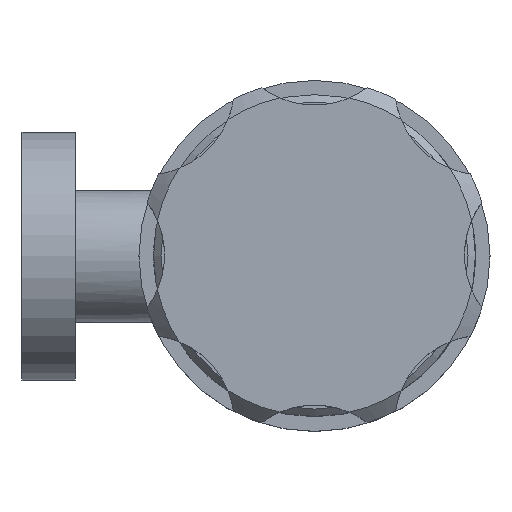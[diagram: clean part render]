
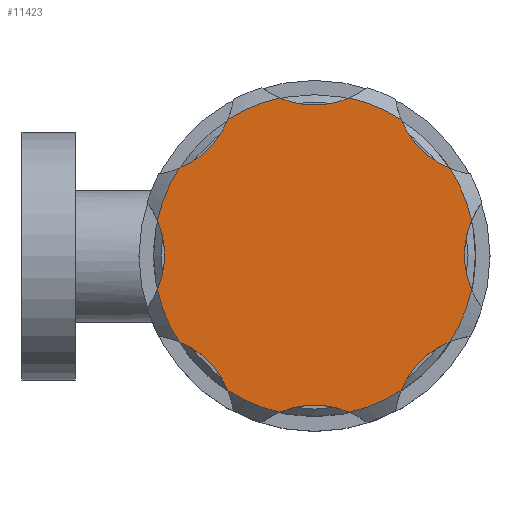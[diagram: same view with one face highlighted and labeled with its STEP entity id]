
A CAD part, top view. The second image highlights one B-rep face of the part: STEP entity #11423.
In plain terms, the highlighted planar face has unit normal (0, 0, 1).
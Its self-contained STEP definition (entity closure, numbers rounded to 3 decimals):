
#9253=CARTESIAN_POINT('',(-21.481,-4.751,108.));
#9254=VERTEX_POINT('',#9253);
#9266=CARTESIAN_POINT('',(-21.481,4.751,108.));
#9267=VERTEX_POINT('',#9266);
#9268=CARTESIAN_POINT('',(-32.5,0.,108.));
#9269=DIRECTION('',(0.,0.,1.));
#9270=DIRECTION('',(0.,1.,0.));
#9271=AXIS2_PLACEMENT_3D('',#9268,#9269,#9270);
#9272=CIRCLE('',#9271,12.);
#9273=EDGE_CURVE('',#9254,#9267,#9272,.T.);
#9428=CARTESIAN_POINT('',(-18.549,11.829,108.));
#9429=VERTEX_POINT('',#9428);
#9441=CARTESIAN_POINT('',(-11.829,18.549,108.));
#9442=VERTEX_POINT('',#9441);
#9443=CARTESIAN_POINT('',(-22.981,22.981,108.));
#9444=DIRECTION('',(0.,0.,1.));
#9445=DIRECTION('',(0.707,0.707,0.));
#9446=AXIS2_PLACEMENT_3D('',#9443,#9444,#9445);
#9447=CIRCLE('',#9446,12.);
#9448=EDGE_CURVE('',#9429,#9442,#9447,.T.);
#9530=CARTESIAN_POINT('',(-4.751,21.481,108.));
#9531=VERTEX_POINT('',#9530);
#9543=CARTESIAN_POINT('',(4.751,21.481,108.));
#9544=VERTEX_POINT('',#9543);
#9545=CARTESIAN_POINT('',(0.,32.5,108.));
#9546=DIRECTION('',(0.,0.,1.));
#9547=DIRECTION('',(1.,0.,0.));
#9548=AXIS2_PLACEMENT_3D('',#9545,#9546,#9547);
#9549=CIRCLE('',#9548,12.);
#9550=EDGE_CURVE('',#9531,#9544,#9549,.T.);
#9632=CARTESIAN_POINT('',(11.829,18.549,108.));
#9633=VERTEX_POINT('',#9632);
#9645=CARTESIAN_POINT('',(18.549,11.829,108.));
#9646=VERTEX_POINT('',#9645);
#9647=CARTESIAN_POINT('',(22.981,22.981,108.));
#9648=DIRECTION('',(0.,0.,1.));
#9649=DIRECTION('',(0.707,-0.707,0.));
#9650=AXIS2_PLACEMENT_3D('',#9647,#9648,#9649);
#9651=CIRCLE('',#9650,12.);
#9652=EDGE_CURVE('',#9633,#9646,#9651,.T.);
#9734=CARTESIAN_POINT('',(21.481,4.751,108.));
#9735=VERTEX_POINT('',#9734);
#9747=CARTESIAN_POINT('',(21.481,-4.751,108.));
#9748=VERTEX_POINT('',#9747);
#9749=CARTESIAN_POINT('',(32.5,0.,108.));
#9750=DIRECTION('',(0.,0.,1.));
#9751=DIRECTION('',(0.,-1.,0.));
#9752=AXIS2_PLACEMENT_3D('',#9749,#9750,#9751);
#9753=CIRCLE('',#9752,12.);
#9754=EDGE_CURVE('',#9735,#9748,#9753,.T.);
#9836=CARTESIAN_POINT('',(18.549,-11.829,108.));
#9837=VERTEX_POINT('',#9836);
#9849=CARTESIAN_POINT('',(11.829,-18.549,108.));
#9850=VERTEX_POINT('',#9849);
#9851=CARTESIAN_POINT('',(22.981,-22.981,108.));
#9852=DIRECTION('',(0.,0.,1.));
#9853=DIRECTION('',(-0.707,-0.707,0.));
#9854=AXIS2_PLACEMENT_3D('',#9851,#9852,#9853);
#9855=CIRCLE('',#9854,12.);
#9856=EDGE_CURVE('',#9837,#9850,#9855,.T.);
#9938=CARTESIAN_POINT('',(4.751,-21.481,108.));
#9939=VERTEX_POINT('',#9938);
#9951=CARTESIAN_POINT('',(-4.751,-21.481,108.));
#9952=VERTEX_POINT('',#9951);
#9953=CARTESIAN_POINT('',(0.,-32.5,108.));
#9954=DIRECTION('',(0.,0.,1.));
#9955=DIRECTION('',(-1.,0.,0.));
#9956=AXIS2_PLACEMENT_3D('',#9953,#9954,#9955);
#9957=CIRCLE('',#9956,12.);
#9958=EDGE_CURVE('',#9939,#9952,#9957,.T.);
#10042=CARTESIAN_POINT('',(-11.829,-18.549,108.));
#10043=VERTEX_POINT('',#10042);
#10055=CARTESIAN_POINT('',(-18.549,-11.829,108.));
#10056=VERTEX_POINT('',#10055);
#10057=CARTESIAN_POINT('',(-22.981,-22.981,108.));
#10058=DIRECTION('',(0.,0.,1.));
#10059=DIRECTION('',(-0.707,0.707,0.));
#10060=AXIS2_PLACEMENT_3D('',#10057,#10058,#10059);
#10061=CIRCLE('',#10060,12.);
#10062=EDGE_CURVE('',#10043,#10056,#10061,.T.);
#11341=CARTESIAN_POINT('',(0.,0.,108.));
#11342=DIRECTION('',(0.,0.,1.));
#11343=DIRECTION('',(-1.,0.,0.));
#11344=AXIS2_PLACEMENT_3D('',#11341,#11342,#11343);
#11345=CIRCLE('',#11344,22.);
#11346=EDGE_CURVE('',#9254,#10056,#11345,.T.);
#11358=ORIENTED_EDGE('',*,*,#11346,.T.);
#11359=ORIENTED_EDGE('',*,*,#10062,.F.);
#11360=CARTESIAN_POINT('',(0.,0.,108.));
#11361=DIRECTION('',(0.,0.,1.));
#11362=DIRECTION('',(-1.,0.,0.));
#11363=AXIS2_PLACEMENT_3D('',#11360,#11361,#11362);
#11364=CIRCLE('',#11363,22.);
#11365=EDGE_CURVE('',#10043,#9952,#11364,.T.);
#11366=ORIENTED_EDGE('',*,*,#11365,.T.);
#11367=ORIENTED_EDGE('',*,*,#9958,.F.);
#11368=CARTESIAN_POINT('',(0.,0.,108.));
#11369=DIRECTION('',(0.,0.,1.));
#11370=DIRECTION('',(-1.,0.,0.));
#11371=AXIS2_PLACEMENT_3D('',#11368,#11369,#11370);
#11372=CIRCLE('',#11371,22.);
#11373=EDGE_CURVE('',#9939,#9850,#11372,.T.);
#11374=ORIENTED_EDGE('',*,*,#11373,.T.);
#11375=ORIENTED_EDGE('',*,*,#9856,.F.);
#11376=CARTESIAN_POINT('',(0.,0.,108.));
#11377=DIRECTION('',(0.,0.,1.));
#11378=DIRECTION('',(-1.,0.,0.));
#11379=AXIS2_PLACEMENT_3D('',#11376,#11377,#11378);
#11380=CIRCLE('',#11379,22.);
#11381=EDGE_CURVE('',#9837,#9748,#11380,.T.);
#11382=ORIENTED_EDGE('',*,*,#11381,.T.);
#11383=ORIENTED_EDGE('',*,*,#9754,.F.);
#11384=CARTESIAN_POINT('',(0.,0.,108.));
#11385=DIRECTION('',(0.,0.,1.));
#11386=DIRECTION('',(-1.,0.,0.));
#11387=AXIS2_PLACEMENT_3D('',#11384,#11385,#11386);
#11388=CIRCLE('',#11387,22.);
#11389=EDGE_CURVE('',#9735,#9646,#11388,.T.);
#11390=ORIENTED_EDGE('',*,*,#11389,.T.);
#11391=ORIENTED_EDGE('',*,*,#9652,.F.);
#11392=CARTESIAN_POINT('',(0.,0.,108.));
#11393=DIRECTION('',(0.,0.,1.));
#11394=DIRECTION('',(-1.,0.,0.));
#11395=AXIS2_PLACEMENT_3D('',#11392,#11393,#11394);
#11396=CIRCLE('',#11395,22.);
#11397=EDGE_CURVE('',#9633,#9544,#11396,.T.);
#11398=ORIENTED_EDGE('',*,*,#11397,.T.);
#11399=ORIENTED_EDGE('',*,*,#9550,.F.);
#11400=CARTESIAN_POINT('',(0.,0.,108.));
#11401=DIRECTION('',(0.,0.,1.));
#11402=DIRECTION('',(-1.,0.,0.));
#11403=AXIS2_PLACEMENT_3D('',#11400,#11401,#11402);
#11404=CIRCLE('',#11403,22.);
#11405=EDGE_CURVE('',#9531,#9442,#11404,.T.);
#11406=ORIENTED_EDGE('',*,*,#11405,.T.);
#11407=ORIENTED_EDGE('',*,*,#9448,.F.);
#11408=CARTESIAN_POINT('',(0.,0.,108.));
#11409=DIRECTION('',(0.,0.,1.));
#11410=DIRECTION('',(-1.,0.,0.));
#11411=AXIS2_PLACEMENT_3D('',#11408,#11409,#11410);
#11412=CIRCLE('',#11411,22.);
#11413=EDGE_CURVE('',#9429,#9267,#11412,.T.);
#11414=ORIENTED_EDGE('',*,*,#11413,.T.);
#11415=ORIENTED_EDGE('',*,*,#9273,.F.);
#11416=EDGE_LOOP('',(#11358,#11359,#11366,#11367,#11374,#11375,#11382,#11383,#11390,#11391,#11398,#11399,#11406,#11407,#11414,#11415));
#11417=FACE_OUTER_BOUND('',#11416,.T.);
#11418=CARTESIAN_POINT('',(-14.496,-14.496,108.));
#11419=DIRECTION('',(0.,0.,1.));
#11420=DIRECTION('',(0.,-1.,0.));
#11421=AXIS2_PLACEMENT_3D('',#11418,#11419,#11420);
#11422=PLANE('',#11421);
#11423=ADVANCED_FACE('',(#11417),#11422,.T.);
